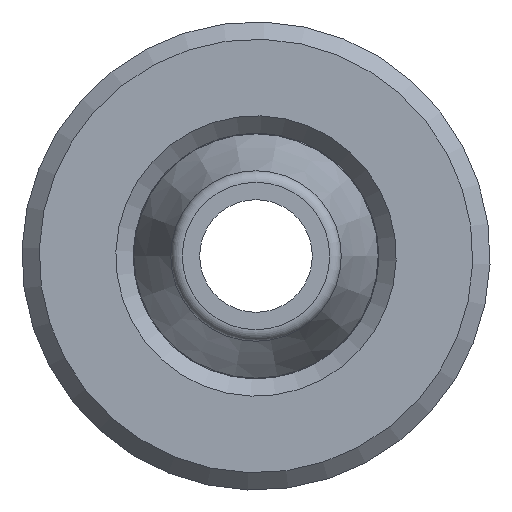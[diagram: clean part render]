
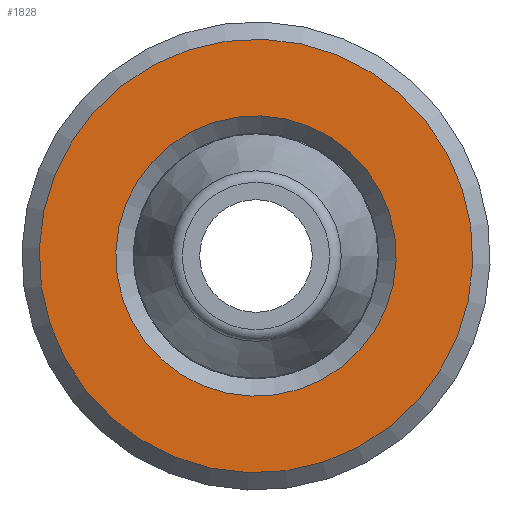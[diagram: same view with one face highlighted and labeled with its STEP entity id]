
A CAD part, left-side view. The second image highlights one B-rep face of the part: STEP entity #1828.
In plain terms, the highlighted planar face has unit normal (-1, 0, 0).
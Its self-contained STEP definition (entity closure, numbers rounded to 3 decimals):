
#1797=CARTESIAN_POINT('',(0.,2.425,0.));
#1798=VERTEX_POINT('',#1797);
#1799=CARTESIAN_POINT('',(0.,0.0,0.0));
#1800=DIRECTION('',(-1.0,0.0,0.0));
#1801=DIRECTION('',(0.0,-1.0,0.0));
#1802=AXIS2_PLACEMENT_3D('',#1799,#1800,#1801);
#1803=CIRCLE('',#1802,2.425);
#1804=EDGE_CURVE('',#1798,#1798,#1803,.T.);
#1809=CARTESIAN_POINT('',(0.,3.088,0.0));
#1810=DIRECTION('',(-1.0,0.0,0.0));
#1811=DIRECTION('',(0.0,0.0,1.0));
#1812=AXIS2_PLACEMENT_3D('',#1809,#1810,#1811);
#1813=PLANE('',#1812);
#1814=CARTESIAN_POINT('',(0.,3.75,0.));
#1815=VERTEX_POINT('',#1814);
#1816=CARTESIAN_POINT('',(0.,0.0,0.0));
#1817=DIRECTION('',(1.0,0.0,0.0));
#1818=DIRECTION('',(0.0,-1.0,0.0));
#1819=AXIS2_PLACEMENT_3D('',#1816,#1817,#1818);
#1820=CIRCLE('',#1819,3.75);
#1821=EDGE_CURVE('',#1815,#1815,#1820,.T.);
#1822=ORIENTED_EDGE('',*,*,#1821,.F.);
#1823=EDGE_LOOP('',(#1822));
#1824=FACE_OUTER_BOUND('',#1823,.T.);
#1825=ORIENTED_EDGE('',*,*,#1804,.F.);
#1826=EDGE_LOOP('',(#1825));
#1827=FACE_BOUND('',#1826,.T.);
#1828=ADVANCED_FACE('',(#1824,#1827),#1813,.T.);
